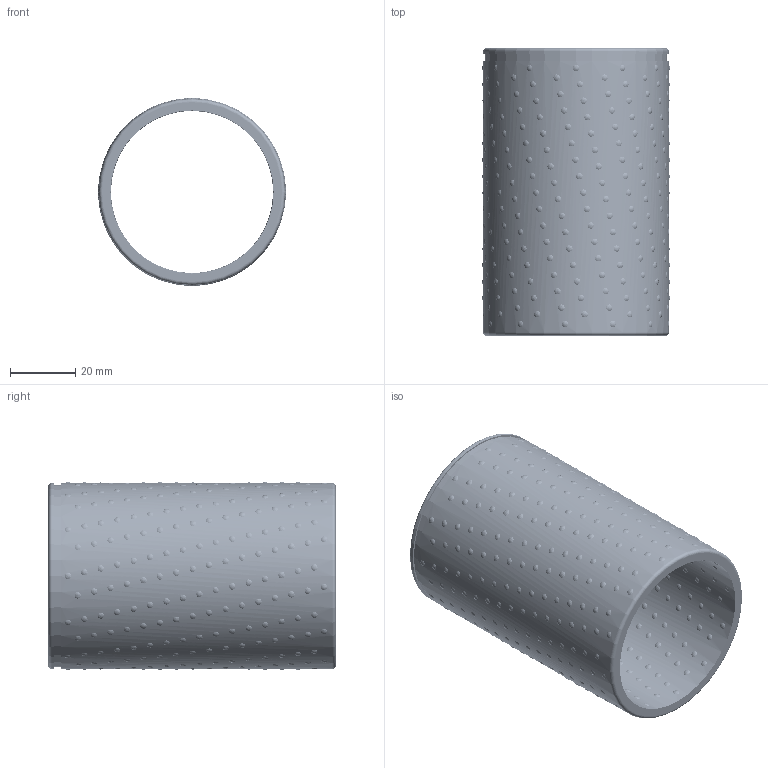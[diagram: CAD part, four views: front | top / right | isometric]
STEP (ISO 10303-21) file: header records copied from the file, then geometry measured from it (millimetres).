
FILE_DESCRIPTION (( 'STEP AP214' ), '1' );
FILE_NAME ('683QM-D50-L84.STEP', '2021-10-30T01:49:25', ( '' ), ( '' ), 'SwSTEP 2.0', 'SolidWorks 2016', '' );
FILE_SCHEMA (( 'AUTOMOTIVE_DESIGN' ));
Length unit declared in the file: millimetre
Products named in the file (389): BALL-D4; 683QM-D50-L88; 683QM-D50-L84
Assembly tree (386 placements, depth 2):
  BALL-D4
  BALL-D4
  BALL-D4
  BALL-D4
  BALL-D4
Bounding box: 57.5 x 88 x 57.5 mm (x, y, z)
Volume: 51785.4 mm3; surface area: 64706.1 mm2
Topology: 385 solids, 385 shells, 1552 faces, 6999 edges, 4666 vertices
Faces by surface type: sphere 1536, cylinder 8, torus 4, plane 4
Entity records: 57435 total; most frequent: CARTESIAN_POINT 29761, ORIENTED_EDGE 4784, DIRECTION 3970, EDGE_CURVE 2392, AXIS2_PLACEMENT_3D 1972, VERTEX_POINT 1594, B_SPLINE_CURVE_WITH_KNOTS 1573, EDGE_LOOP 1540
